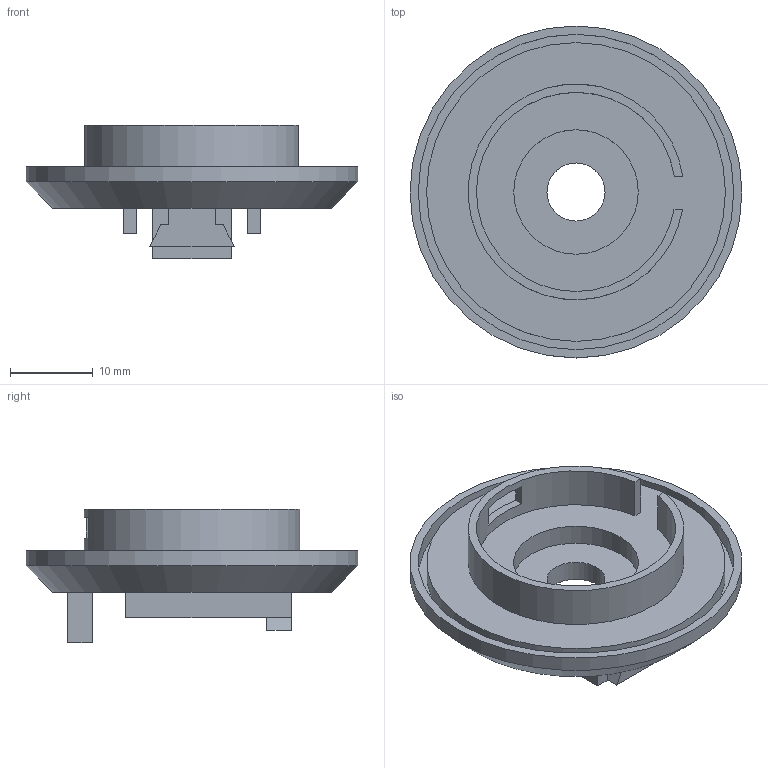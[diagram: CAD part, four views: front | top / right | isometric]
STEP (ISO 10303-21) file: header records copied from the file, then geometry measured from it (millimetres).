
FILE_DESCRIPTION(/* description */ (''),/* implementation_level */ '2;1');
FILE_NAME(/* name */ 'SpringHolder.step',/* time_stamp */ '2022-11-18T18:50:40-05:00',/* author */ (''),/* organization */ (''),/* preprocessor_version */ 'ST-DEVELOPER v19.2',/* originating_system */ 'Autodesk Translation Framework v11.17.0.187',/* authorisation */ '');
FILE_SCHEMA (('AUTOMOTIVE_DESIGN { 1 0 10303 214 3 1 1 }'));
Length unit declared in the file: millimetre
Products named in the file (1): (Unsaved)
Bounding box: 40 x 40 x 16.1 mm (x, y, z)
Volume: 5746.2 mm3; surface area: 4736 mm2
Topology: 1 solids, 1 shells, 44 faces, 102 edges, 68 vertices
Faces by surface type: plane 36, cylinder 7, cone 1
Full cylindrical faces by diameter (mm): 7 x1, 15 x1, 36 x1, 38 x1, 40 x1
Entity records: 1294 total; most frequent: CARTESIAN_POINT 215, DIRECTION 212, ORIENTED_EDGE 204, EDGE_CURVE 102, LINE 82, VECTOR 82, VERTEX_POINT 68, AXIS2_PLACEMENT_3D 65
